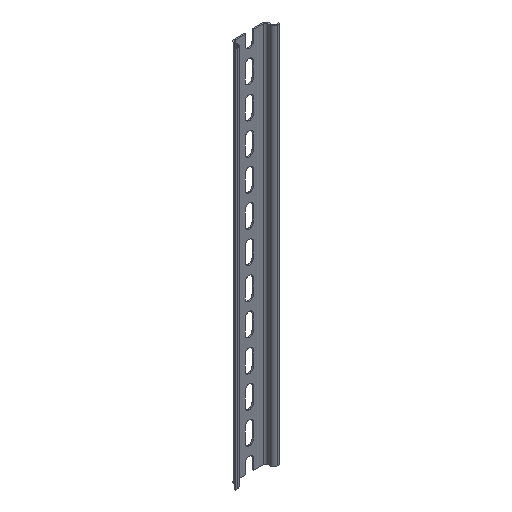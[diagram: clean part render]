
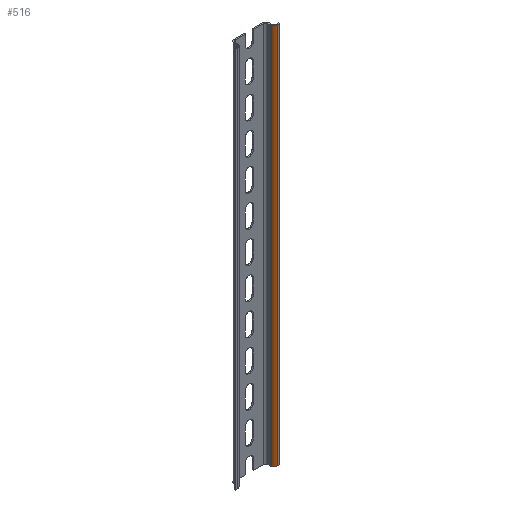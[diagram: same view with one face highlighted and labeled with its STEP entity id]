
A CAD part, isometric view. The second image highlights one B-rep face of the part: STEP entity #516.
In plain terms, the highlighted cylindrical face has radius 2.8 mm (diameter 5.6 mm), a partial arc.
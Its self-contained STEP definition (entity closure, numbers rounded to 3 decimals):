
#207 = VERTEX_POINT ( 'NONE', #1673 ) ;
#243 = EDGE_LOOP ( 'NONE', ( #2840, #1677, #2338, #1694 ) ) ;
#358 = DIRECTION ( 'NONE',  ( 0., 0., -1. ) ) ;
#436 = VERTEX_POINT ( 'NONE', #729 ) ;
#512 = FACE_OUTER_BOUND ( 'NONE', #243, .T. ) ;
#516 = ADVANCED_FACE ( 'NONE', ( #512 ), #993, .T. ) ;
#585 = DIRECTION ( 'NONE',  ( 0., 0., -1. ) ) ;
#598 = EDGE_CURVE ( 'NONE', #436, #2621, #714, .T. ) ;
#667 = AXIS2_PLACEMENT_3D ( 'NONE', #1228, #2131, #2364 ) ;
#685 = LINE ( 'NONE', #712, #1173 ) ;
#712 = CARTESIAN_POINT ( 'NONE',  ( 15.8, 0., 152.5 ) ) ;
#714 = CIRCLE ( 'NONE', #905, 2.8 ) ;
#729 = CARTESIAN_POINT ( 'NONE',  ( 15.8, 0., 152.5 ) ) ;
#829 = LINE ( 'NONE', #2433, #2049 ) ;
#905 = AXIS2_PLACEMENT_3D ( 'NONE', #2401, #585, #977 ) ;
#977 = DIRECTION ( 'NONE',  ( 1., 0., 0. ) ) ;
#993 = CYLINDRICAL_SURFACE ( 'NONE', #667, 2.8 ) ;
#1173 = VECTOR ( 'NONE', #2514, 1000. ) ;
#1228 = CARTESIAN_POINT ( 'NONE',  ( 15.8, 2.8, 152.5 ) ) ;
#1364 = CIRCLE ( 'NONE', #2127, 2.8 ) ;
#1451 = CARTESIAN_POINT ( 'NONE',  ( 13., 2.8, -152.5 ) ) ;
#1673 = CARTESIAN_POINT ( 'NONE',  ( 15.8, 0., -152.5 ) ) ;
#1677 = ORIENTED_EDGE ( 'NONE', *, *, #2413, .F. ) ;
#1688 = EDGE_CURVE ( 'NONE', #2621, #2879, #829, .T. ) ;
#1694 = ORIENTED_EDGE ( 'NONE', *, *, #1688, .T. ) ;
#1974 = DIRECTION ( 'NONE',  ( 0., 0., -1. ) ) ;
#2049 = VECTOR ( 'NONE', #358, 1000. ) ;
#2127 = AXIS2_PLACEMENT_3D ( 'NONE', #2886, #1974, #2243 ) ;
#2131 = DIRECTION ( 'NONE',  ( 0., 0., -1. ) ) ;
#2243 = DIRECTION ( 'NONE',  ( 1., 0., 0. ) ) ;
#2338 = ORIENTED_EDGE ( 'NONE', *, *, #598, .T. ) ;
#2364 = DIRECTION ( 'NONE',  ( -1., 0., 0. ) ) ;
#2401 = CARTESIAN_POINT ( 'NONE',  ( 15.8, 2.8, 152.5 ) ) ;
#2413 = EDGE_CURVE ( 'NONE', #436, #207, #685, .T. ) ;
#2433 = CARTESIAN_POINT ( 'NONE',  ( 13., 2.8, 152.5 ) ) ;
#2514 = DIRECTION ( 'NONE',  ( 0., 0., -1. ) ) ;
#2621 = VERTEX_POINT ( 'NONE', #2937 ) ;
#2654 = EDGE_CURVE ( 'NONE', #207, #2879, #1364, .T. ) ;
#2840 = ORIENTED_EDGE ( 'NONE', *, *, #2654, .F. ) ;
#2879 = VERTEX_POINT ( 'NONE', #1451 ) ;
#2886 = CARTESIAN_POINT ( 'NONE',  ( 15.8, 2.8, -152.5 ) ) ;
#2937 = CARTESIAN_POINT ( 'NONE',  ( 13., 2.8, 152.5 ) ) ;
